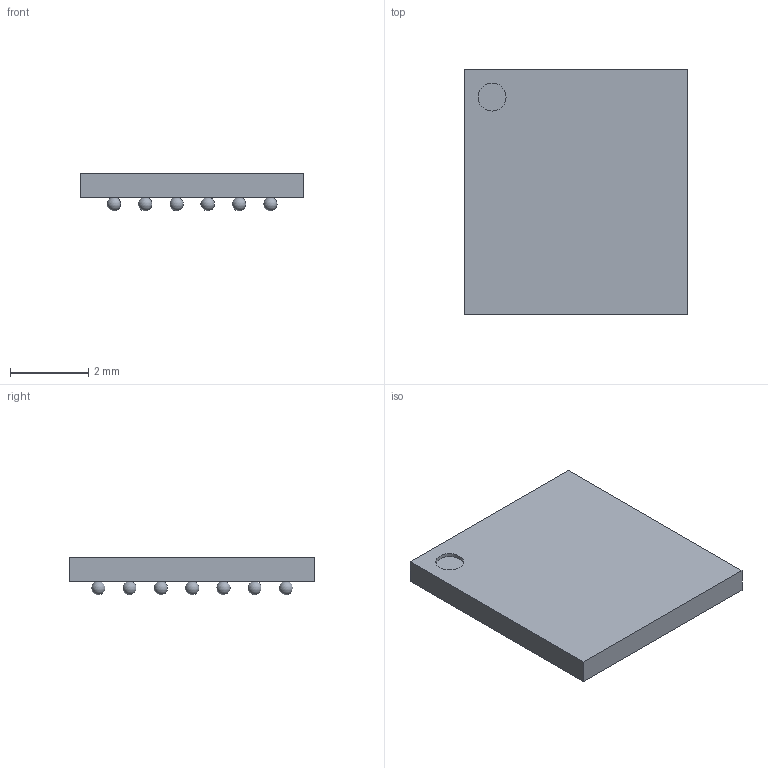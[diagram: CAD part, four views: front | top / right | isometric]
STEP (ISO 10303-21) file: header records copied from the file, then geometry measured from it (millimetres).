
FILE_DESCRIPTION(('FreeCAD Model'),'2;1');
FILE_NAME('12996591.2.1.stp','2022-05-04T06:23:57',( 'Author'),(''),'Open CASCADE STEP processor 6.9','FreeCAD','Unknown' );
FILE_SCHEMA(('AUTOMOTIVE_DESIGN { 1 0 10303 214 1 1 1 1 }'));
Length unit declared in the file: millimetre
Products named in the file (40): ASSEMBLY; A1; A2; A3; A4; A5; A6; B1; B2; B3; B4; B5; B6; C1; C2; C3; C4; C5; C6; D2; D6; E1; E2; E3; E4; E5; E6; F1; F2; F3; F4; F5; F6; G1; G2; G3; G4; G5; G6; Body
Assembly tree (39 placements, depth 2):
  ASSEMBLY
    A1
    A2
    A3
    A4
    A5
    A6
    B1
    B2
    B3
    B4
    B5
    B6
    C1
    C2
    C3
    C4
    C5
    C6
    D2
    D6
    E1
    E2
    E3
    E4
    E5
    E6
    F1
    F2
    F3
    F4
    F5
    F6
    G1
    G2
    G3
    G4
    G5
    G6
    Body
Bounding box: 5.72 x 6.29 x 0.96 mm (x, y, z)
Volume: 22.9 mm3; surface area: 101.6 mm2
Topology: 39 solids, 39 shells, 46 faces, 129 edges, 86 vertices
Faces by surface type: sphere 38, plane 7, cylinder 1
Full cylindrical faces by diameter (mm): 0.716 x1
Entity records: 1956 total; most frequent: DIRECTION 219, CARTESIAN_POINT 179, AXIS2_PLACEMENT_3D 88, PRODUCT_DEFINITION_SHAPE 79, VERTEX_POINT 48, FACE_BOUND 47, ADVANCED_FACE 46, LINE 41
